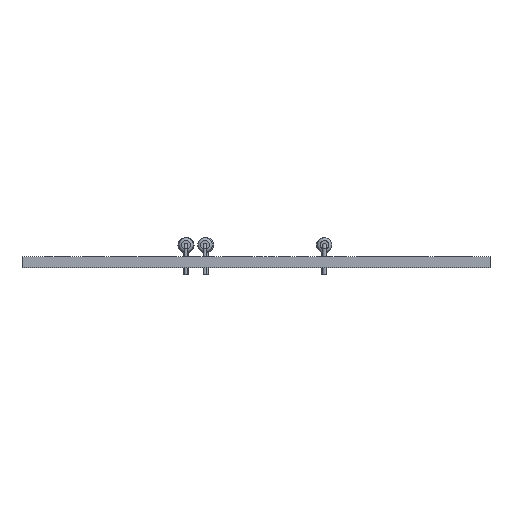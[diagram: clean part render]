
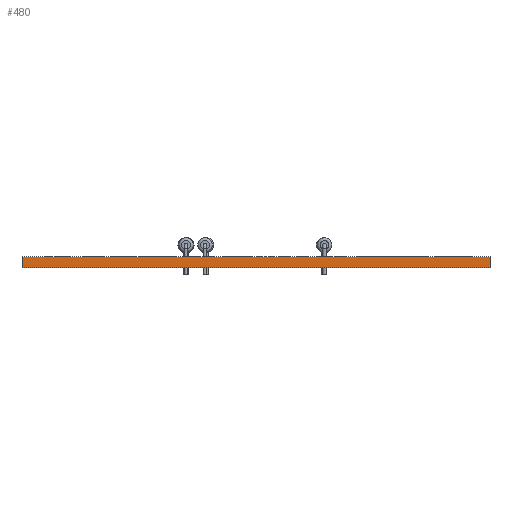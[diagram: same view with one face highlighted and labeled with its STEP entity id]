
A CAD part, front view. The second image highlights one B-rep face of the part: STEP entity #480.
In plain terms, the highlighted planar face has unit normal (0, -1, 0).
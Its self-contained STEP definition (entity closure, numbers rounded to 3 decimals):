
#480 = ADVANCED_FACE('',(#481),#515,.T.);
#481 = FACE_BOUND('',#482,.T.);
#482 = EDGE_LOOP('',(#483,#493,#501,#509));
#483 = ORIENTED_EDGE('',*,*,#484,.T.);
#484 = EDGE_CURVE('',#485,#487,#489,.T.);
#485 = VERTEX_POINT('',#486);
#486 = CARTESIAN_POINT('',(173.5,-106.6,0.));
#487 = VERTEX_POINT('',#488);
#488 = CARTESIAN_POINT('',(173.5,-106.6,1.51));
#489 = LINE('',#490,#491);
#490 = CARTESIAN_POINT('',(173.5,-106.6,0.));
#491 = VECTOR('',#492,1.);
#492 = DIRECTION('',(0.,0.,1.));
#493 = ORIENTED_EDGE('',*,*,#494,.T.);
#494 = EDGE_CURVE('',#487,#495,#497,.T.);
#495 = VERTEX_POINT('',#496);
#496 = CARTESIAN_POINT('',(109.3,-106.6,1.51));
#497 = LINE('',#498,#499);
#498 = CARTESIAN_POINT('',(173.5,-106.6,1.51));
#499 = VECTOR('',#500,1.);
#500 = DIRECTION('',(-1.,0.,0.));
#501 = ORIENTED_EDGE('',*,*,#502,.F.);
#502 = EDGE_CURVE('',#503,#495,#505,.T.);
#503 = VERTEX_POINT('',#504);
#504 = CARTESIAN_POINT('',(109.3,-106.6,0.));
#505 = LINE('',#506,#507);
#506 = CARTESIAN_POINT('',(109.3,-106.6,0.));
#507 = VECTOR('',#508,1.);
#508 = DIRECTION('',(0.,0.,1.));
#509 = ORIENTED_EDGE('',*,*,#510,.F.);
#510 = EDGE_CURVE('',#485,#503,#511,.T.);
#511 = LINE('',#512,#513);
#512 = CARTESIAN_POINT('',(173.5,-106.6,0.));
#513 = VECTOR('',#514,1.);
#514 = DIRECTION('',(-1.,0.,0.));
#515 = PLANE('',#516);
#516 = AXIS2_PLACEMENT_3D('',#517,#518,#519);
#517 = CARTESIAN_POINT('',(173.5,-106.6,0.));
#518 = DIRECTION('',(0.,-1.,0.));
#519 = DIRECTION('',(-1.,0.,0.));
